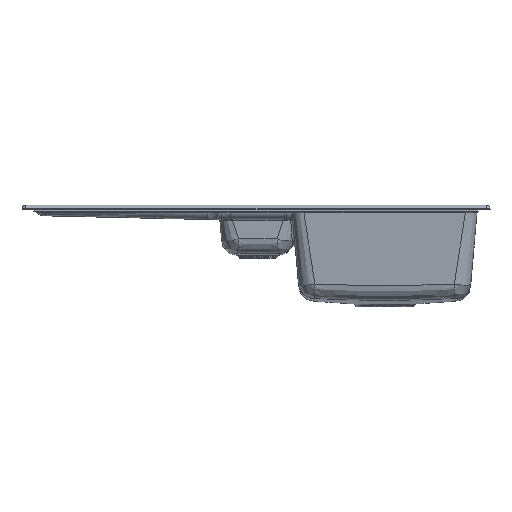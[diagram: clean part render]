
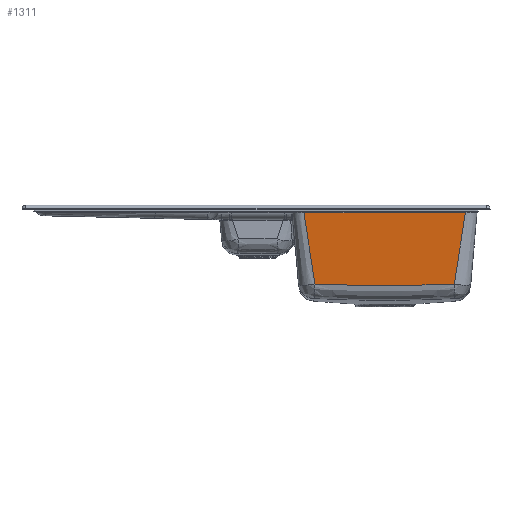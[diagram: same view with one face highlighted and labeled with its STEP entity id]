
A CAD part, front view. The second image highlights one B-rep face of the part: STEP entity #1311.
In plain terms, the highlighted planar face has unit normal (0, -0.996, -0.087).
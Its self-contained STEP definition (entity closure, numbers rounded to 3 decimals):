
#536=FACE_OUTER_BOUND('',#1955,.T.);
#839=(
BOUNDED_CURVE()
B_SPLINE_CURVE(3,(#14724,#14725,#14726,#14727,#14728,#14729,#14730,#14731,
#14732,#14733),.UNSPECIFIED.,.F.,.F.)
B_SPLINE_CURVE_WITH_KNOTS((4,2,2,2,4),(0.,0.25,0.5,0.75,1.),
 .UNSPECIFIED.)
CURVE()
GEOMETRIC_REPRESENTATION_ITEM()
RATIONAL_B_SPLINE_CURVE((1.,1.,1.,1.,1.,1.,1.,1.,1.,1.))
REPRESENTATION_ITEM('')
);
#989=PLANE('',#6445);
#1311=ADVANCED_FACE('',(#536),#989,.T.);
#1955=EDGE_LOOP('',(#3440,#3441,#3442,#3443));
#3440=ORIENTED_EDGE('',*,*,#5351,.F.);
#3441=ORIENTED_EDGE('',*,*,#5352,.T.);
#3442=ORIENTED_EDGE('',*,*,#5353,.T.);
#3443=ORIENTED_EDGE('',*,*,#5195,.F.);
#4398=VERTEX_POINT('',#14665);
#4399=VERTEX_POINT('',#14734);
#4492=VERTEX_POINT('',#17118);
#4493=VERTEX_POINT('',#17167);
#5195=EDGE_CURVE('',#4398,#4399,#839,.T.);
#5351=EDGE_CURVE('',#4492,#4398,#6103,.T.);
#5352=EDGE_CURVE('',#4492,#4493,#6104,.T.);
#5353=EDGE_CURVE('',#4493,#4399,#6105,.T.);
#6103=B_SPLINE_CURVE_WITH_KNOTS('',3,(#17119,#17120,#17121,#17122),
 .UNSPECIFIED.,.F.,.F.,(4,4),(0.,1.),.UNSPECIFIED.);
#6104=B_SPLINE_CURVE_WITH_KNOTS('',3,(#17163,#17164,#17165,#17166),
 .UNSPECIFIED.,.F.,.F.,(4,4),(0.,1.),.UNSPECIFIED.);
#6105=B_SPLINE_CURVE_WITH_KNOTS('',3,(#17168,#17169,#17170,#17171),
 .UNSPECIFIED.,.F.,.F.,(4,4),(0.,1.),.UNSPECIFIED.);
#6445=AXIS2_PLACEMENT_3D('',#17172,#6806,#6807);
#6806=DIRECTION('',(0.,-0.996,-0.087));
#6807=DIRECTION('',(0.,-0.087,0.996));
#14665=CARTESIAN_POINT('',(933.453,40.899,-170.903));
#14724=CARTESIAN_POINT('',(933.453,40.899,-170.903));
#14725=CARTESIAN_POINT('',(908.384,40.997,-172.031));
#14726=CARTESIAN_POINT('',(883.302,41.082,-172.999));
#14727=CARTESIAN_POINT('',(833.132,41.201,-174.359));
#14728=CARTESIAN_POINT('',(808.05,41.234,-174.741));
#14729=CARTESIAN_POINT('',(757.894,41.234,-174.74));
#14730=CARTESIAN_POINT('',(732.821,41.201,-174.358));
#14731=CARTESIAN_POINT('',(682.68,41.082,-172.998));
#14732=CARTESIAN_POINT('',(657.612,40.997,-172.031));
#14733=CARTESIAN_POINT('',(632.547,40.899,-170.903));
#14734=CARTESIAN_POINT('',(632.547,40.899,-170.903));
#17118=CARTESIAN_POINT('',(957.553,27.411,-16.739));
#17119=CARTESIAN_POINT('',(957.553,27.411,-16.739));
#17120=CARTESIAN_POINT('',(949.52,31.907,-68.127));
#17121=CARTESIAN_POINT('',(941.487,36.403,-119.515));
#17122=CARTESIAN_POINT('',(933.453,40.899,-170.903));
#17163=CARTESIAN_POINT('',(957.553,27.411,-16.739));
#17164=CARTESIAN_POINT('',(841.184,27.411,-16.739));
#17165=CARTESIAN_POINT('',(724.816,27.411,-16.739));
#17166=CARTESIAN_POINT('',(608.447,27.411,-16.739));
#17167=CARTESIAN_POINT('',(608.447,27.411,-16.739));
#17168=CARTESIAN_POINT('',(608.447,27.411,-16.739));
#17169=CARTESIAN_POINT('',(616.48,31.907,-68.127));
#17170=CARTESIAN_POINT('',(624.513,36.403,-119.515));
#17171=CARTESIAN_POINT('',(632.547,40.899,-170.903));
#17172=CARTESIAN_POINT('',(40.,26.053,-1.22));
